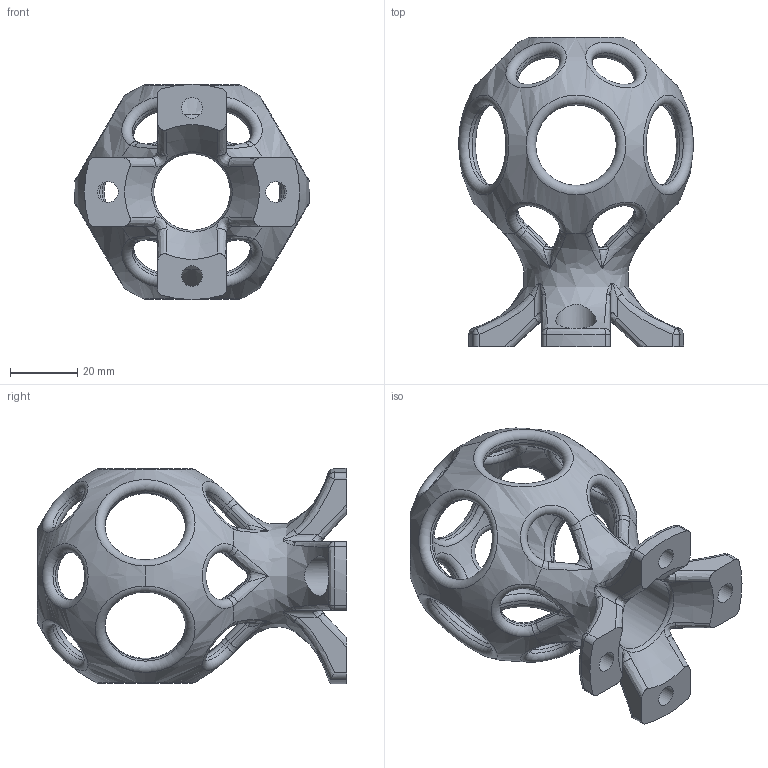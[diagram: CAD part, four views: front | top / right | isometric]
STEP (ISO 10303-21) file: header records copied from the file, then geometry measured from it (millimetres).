
FILE_DESCRIPTION(/* description */ (''),/* implementation_level */ '2;1');
FILE_NAME(/* name */ 'KnaufPanda.stp',/* time_stamp */ '2022-10-04T10:53:42+02:00',/* author */ ('aaron'),/* organization */ (''),/* preprocessor_version */ 'ST-DEVELOPER v19',/* originating_system */ 'Autodesk Inventor 2023',/* authorisation */ '');
FILE_SCHEMA (('AUTOMOTIVE_DESIGN { 1 0 10303 214 3 1 1 }'));
Length unit declared in the file: metre
Products named in the file (1): FlangeKnauf
Bounding box: 70 x 92.15 x 64 mm (x, y, z)
Volume: 52833.6 mm3; surface area: 27017.1 mm2
Topology: 1 solids, 1 shells, 249 faces, 662 edges, 389 vertices
Faces by surface type: bspline 108, cylinder 50, torus 39, plane 28, sphere 20, cone 4
Full cylindrical faces by diameter (mm): 6.2 x4, 12 x4, 14.142 x6, 22.823 x2, 24 x6
Entity records: 14632 total; most frequent: CARTESIAN_POINT 8965, ORIENTED_EDGE 1304, DIRECTION 1024, EDGE_CURVE 652, AXIS2_PLACEMENT_3D 473, VERTEX_POINT 389, CIRCLE 331, EDGE_LOOP 279
